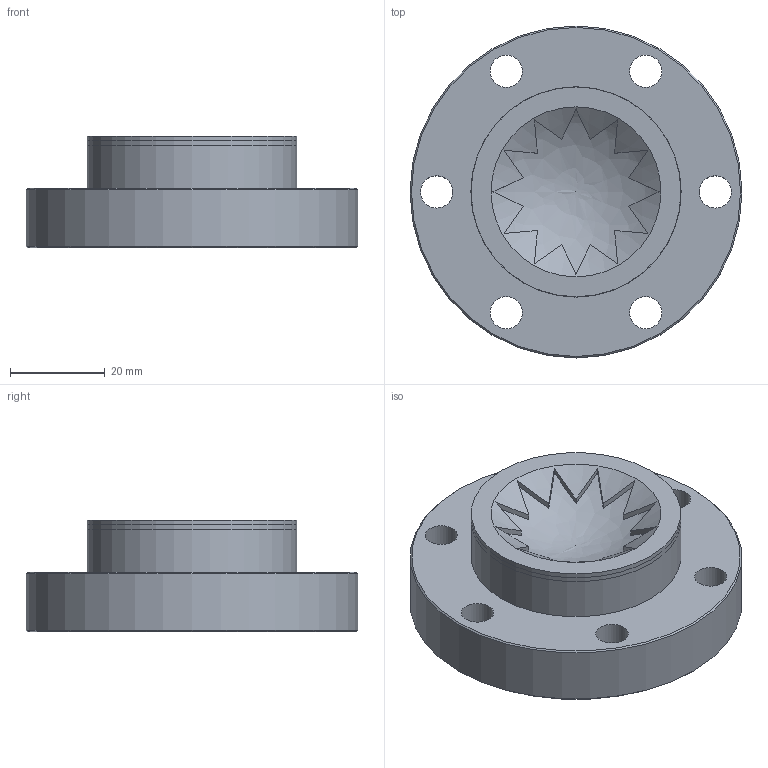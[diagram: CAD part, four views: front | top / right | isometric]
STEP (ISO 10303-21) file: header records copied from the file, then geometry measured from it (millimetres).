
FILE_DESCRIPTION((''),'2;1');
FILE_NAME('461-PBD-C40 AL-396.stp','2012-05-14T21:43:17',('Keith'),(''),'Autodesk Inventor 2012','Autodesk Inventor 2012','');
FILE_SCHEMA(('AUTOMOTIVE_DESIGN { 1 0 10303 214 1 1 1 1 }'));
Length unit declared in the file: millimetre
Products named in the file (3): AL-396INI; x_f_pres_burst_disk; al-397
Assembly tree (2 placements, depth 2):
  AL-396INI
    x_f_pres_burst_disk
    al-397
Bounding box: 69.9 x 69.9 x 23.5 mm (x, y, z)
Volume: 38089 mm3; surface area: 22538.4 mm2
Topology: 4 solids, 4 shells, 56 faces, 142 edges, 96 vertices
Faces by surface type: plane 34, cylinder 14, cone 6, bspline 2
Full cylindrical faces by diameter (mm): 6.8 x6, 35.7 x1, 37 x1, 44.2 x3, 44.3 x1, 48.3 x1, 69.9 x1
Entity records: 1601 total; most frequent: CARTESIAN_POINT 401, ORIENTED_EDGE 216, DIRECTION 214, EDGE_CURVE 108, EDGE_LOOP 98, AXIS2_PLACEMENT_3D 95, VERTEX_POINT 84, FACE_OUTER_BOUND 56
